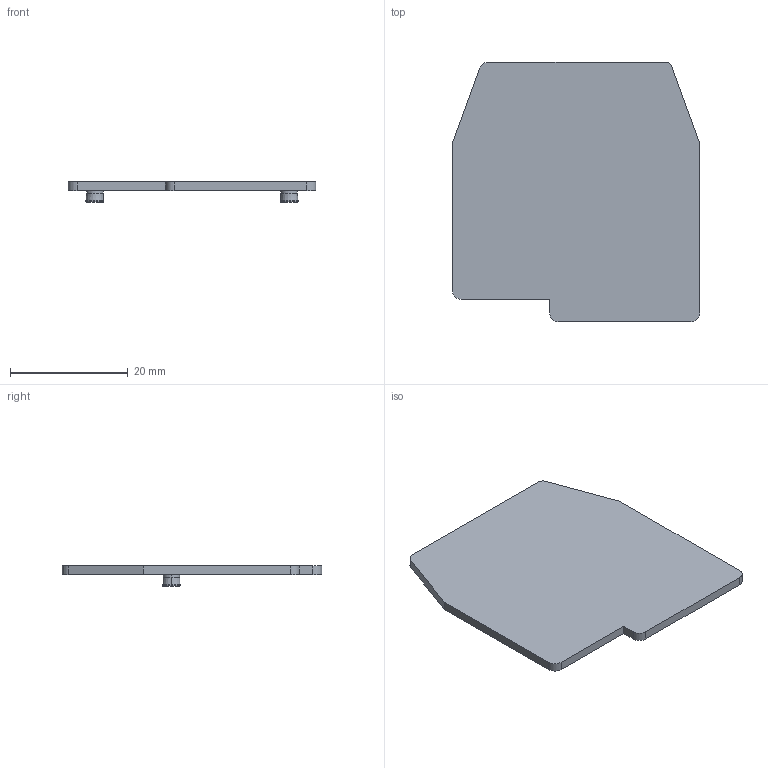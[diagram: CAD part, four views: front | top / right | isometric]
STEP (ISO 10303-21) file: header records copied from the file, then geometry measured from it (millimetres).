
FILE_DESCRIPTION((''),'2;1');
FILE_NAME('TEO_4-PT_ASM','2022-09-22T10:02:50',('klemen.sitar'),('Audax d.o.o.'),'CREO PARAMETRIC BY PTC INC, 2021304','CREO PARAMETRIC BY PTC INC, 2021304','');
FILE_SCHEMA(('AP242_MANAGED_MODEL_BASED_3D_ENGINEERING_MIM_LF { 1 0 10303 442 1 1 4 }'));
Length unit declared in the file: millimetre
Products named in the file (2): TEO_4-PT-14570; TEO_4-PT_ASM
Assembly tree (1 placements, depth 2):
  TEO_4-PT_ASM
    TEO_4-PT-14570
Bounding box: 42 x 44 x 3.5 mm (x, y, z)
Volume: 2580.5 mm3; surface area: 3717.2 mm2
Topology: 1 solids, 1 shells, 51 faces, 123 edges, 78 vertices
Faces by surface type: plane 22, cylinder 21, cone 4, torus 4
Entity records: 2531 total; most frequent: DIRECTION 283, CARTESIAN_POINT 260, ORIENTED_EDGE 246, PRESENTATION_STYLE_ASSIGNMENT 177, STYLED_ITEM 177, COLOUR_RGB 135, CURVE_STYLE 125, EDGE_CURVE 123
